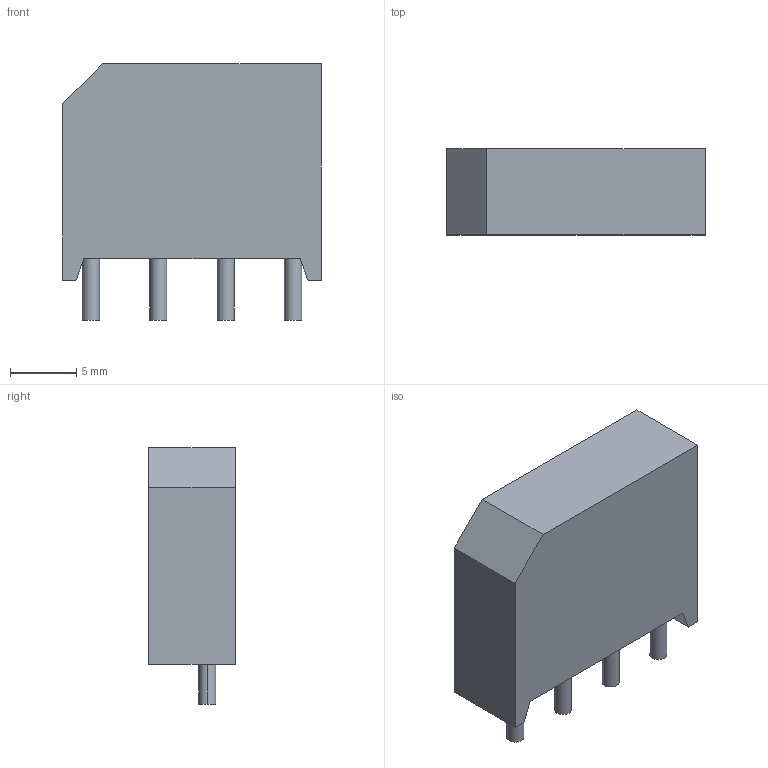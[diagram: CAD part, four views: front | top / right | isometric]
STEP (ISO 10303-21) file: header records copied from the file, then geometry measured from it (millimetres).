
FILE_DESCRIPTION (( 'STEP AP214' ), '1' );
FILE_NAME ('User Library-KBL.STEP', '2023-08-31T10:58:41', ( '' ), ( '' ), 'SwSTEP 2.0', 'SolidWorks 2022', '' );
FILE_SCHEMA (( 'AUTOMOTIVE_DESIGN' ));
Length unit declared in the file: millimetre
Products named in the file (3): User Library-KBL; Fusion; KBL401G
Assembly tree (2 placements, depth 2):
  User Library-KBL
    Fusion
    KBL401G
Bounding box: 19.5 x 6.5 x 19.32 mm (x, y, z)
Volume: 1892.9 mm3; surface area: 1149.6 mm2
Topology: 5 solids, 5 shells, 27 faces, 51 edges, 34 vertices
Faces by surface type: plane 19, cylinder 8
Entity records: 1115 total; most frequent: DIRECTION 131, CARTESIAN_POINT 117, ORIENTED_EDGE 102, EDGE_CURVE 51, AXIS2_PLACEMENT_3D 48, UNCERTAINTY_MEASURE_WITH_UNIT 37, VECTOR 35, LINE 35
